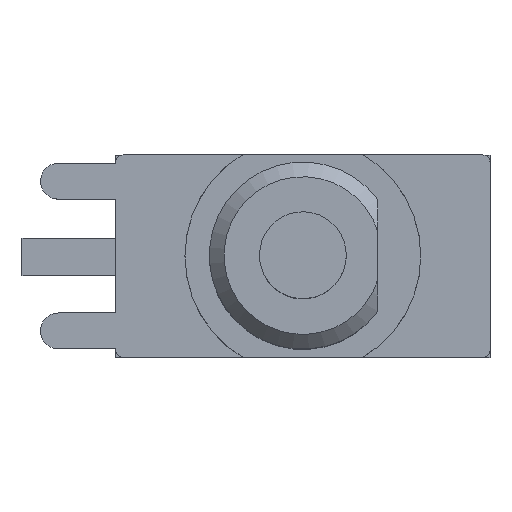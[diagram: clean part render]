
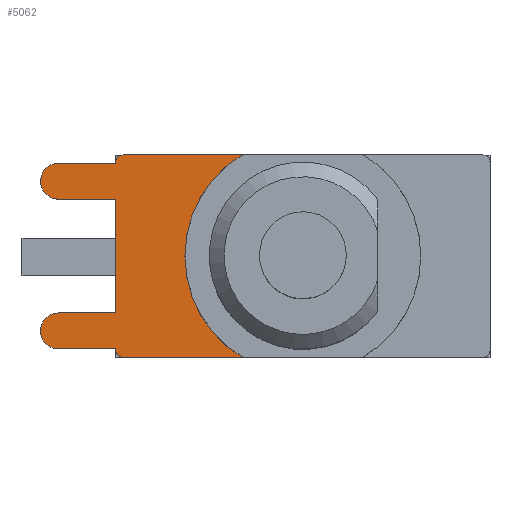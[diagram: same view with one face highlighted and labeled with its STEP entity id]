
A CAD part, top view. The second image highlights one B-rep face of the part: STEP entity #5062.
In plain terms, the highlighted planar face has unit normal (0, 0, 1).
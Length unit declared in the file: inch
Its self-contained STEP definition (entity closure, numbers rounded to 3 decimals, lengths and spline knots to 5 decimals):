
#223=FACE_OUTER_BOUND('',#534,.T.);
#534=EDGE_LOOP('',(#3338,#3339,#3340,#3341,#3342,#3343,#3344,#3345,#3346,
#3347,#3348,#3349,#3350,#3351));
#864=LINE('',#7268,#1419);
#865=LINE('',#7272,#1420);
#866=LINE('',#7274,#1421);
#867=LINE('',#7278,#1422);
#868=LINE('',#7280,#1423);
#869=LINE('',#7282,#1424);
#870=LINE('',#7286,#1425);
#871=LINE('',#7288,#1426);
#872=LINE('',#7291,#1427);
#1419=VECTOR('',#5845,0.3937);
#1420=VECTOR('',#5848,0.3937);
#1421=VECTOR('',#5849,0.3937);
#1422=VECTOR('',#5852,0.3937);
#1423=VECTOR('',#5853,0.3937);
#1424=VECTOR('',#5854,0.3937);
#1425=VECTOR('',#5857,0.3937);
#1426=VECTOR('',#5858,0.3937);
#1427=VECTOR('',#5861,0.3937);
#1974=CIRCLE('',#5401,0.15748);
#1975=CIRCLE('',#5402,0.00984);
#1976=CIRCLE('',#5403,0.02402);
#1977=CIRCLE('',#5404,0.02402);
#1978=CIRCLE('',#5405,0.00984);
#2102=VERTEX_POINT('',#7264);
#2103=VERTEX_POINT('',#7265);
#2104=VERTEX_POINT('',#7267);
#2105=VERTEX_POINT('',#7269);
#2106=VERTEX_POINT('',#7271);
#2107=VERTEX_POINT('',#7273);
#2108=VERTEX_POINT('',#7275);
#2109=VERTEX_POINT('',#7277);
#2110=VERTEX_POINT('',#7279);
#2111=VERTEX_POINT('',#7281);
#2112=VERTEX_POINT('',#7283);
#2113=VERTEX_POINT('',#7285);
#2114=VERTEX_POINT('',#7287);
#2115=VERTEX_POINT('',#7289);
#2576=EDGE_CURVE('',#2102,#2103,#1974,.T.);
#2577=EDGE_CURVE('',#2104,#2103,#864,.T.);
#2578=EDGE_CURVE('',#2105,#2104,#1975,.T.);
#2579=EDGE_CURVE('',#2106,#2105,#865,.T.);
#2580=EDGE_CURVE('',#2107,#2106,#866,.T.);
#2581=EDGE_CURVE('',#2108,#2107,#1976,.T.);
#2582=EDGE_CURVE('',#2109,#2108,#867,.T.);
#2583=EDGE_CURVE('',#2110,#2109,#868,.T.);
#2584=EDGE_CURVE('',#2111,#2110,#869,.T.);
#2585=EDGE_CURVE('',#2112,#2111,#1977,.T.);
#2586=EDGE_CURVE('',#2113,#2112,#870,.T.);
#2587=EDGE_CURVE('',#2114,#2113,#871,.T.);
#2588=EDGE_CURVE('',#2115,#2114,#1978,.T.);
#2589=EDGE_CURVE('',#2102,#2115,#872,.T.);
#3338=ORIENTED_EDGE('',*,*,#2576,.T.);
#3339=ORIENTED_EDGE('',*,*,#2577,.F.);
#3340=ORIENTED_EDGE('',*,*,#2578,.F.);
#3341=ORIENTED_EDGE('',*,*,#2579,.F.);
#3342=ORIENTED_EDGE('',*,*,#2580,.F.);
#3343=ORIENTED_EDGE('',*,*,#2581,.F.);
#3344=ORIENTED_EDGE('',*,*,#2582,.F.);
#3345=ORIENTED_EDGE('',*,*,#2583,.F.);
#3346=ORIENTED_EDGE('',*,*,#2584,.F.);
#3347=ORIENTED_EDGE('',*,*,#2585,.F.);
#3348=ORIENTED_EDGE('',*,*,#2586,.F.);
#3349=ORIENTED_EDGE('',*,*,#2587,.F.);
#3350=ORIENTED_EDGE('',*,*,#2588,.F.);
#3351=ORIENTED_EDGE('',*,*,#2589,.F.);
#4857=PLANE('',#5400);
#5062=ADVANCED_FACE('',(#223),#4857,.F.);
#5400=AXIS2_PLACEMENT_3D('',#7263,#5841,#5842);
#5401=AXIS2_PLACEMENT_3D('',#7266,#5843,#5844);
#5402=AXIS2_PLACEMENT_3D('',#7270,#5846,#5847);
#5403=AXIS2_PLACEMENT_3D('',#7276,#5850,#5851);
#5404=AXIS2_PLACEMENT_3D('',#7284,#5855,#5856);
#5405=AXIS2_PLACEMENT_3D('',#7290,#5859,#5860);
#5841=DIRECTION('center_axis',(0.,0.,
-1.));
#5842=DIRECTION('ref_axis',(1.,0.,0.));
#5843=DIRECTION('center_axis',(0.,0.,
-1.));
#5844=DIRECTION('ref_axis',(0.506,-0.863,0.));
#5845=DIRECTION('',(1.,0.,0.));
#5846=DIRECTION('center_axis',(0.,0.,
-1.));
#5847=DIRECTION('ref_axis',(-0.707,0.707,0.));
#5848=DIRECTION('',(0.,1.,0.));
#5849=DIRECTION('',(1.,0.,0.));
#5850=DIRECTION('center_axis',(0.,0.,
-1.));
#5851=DIRECTION('ref_axis',(0.,-1.,0.));
#5852=DIRECTION('',(-1.,0.,0.));
#5853=DIRECTION('',(0.,1.,0.));
#5854=DIRECTION('',(1.,0.,0.));
#5855=DIRECTION('center_axis',(0.,0.,
-1.));
#5856=DIRECTION('ref_axis',(0.,-1.,0.));
#5857=DIRECTION('',(-1.,0.,0.));
#5858=DIRECTION('',(0.,1.,0.));
#5859=DIRECTION('center_axis',(0.,0.,
-1.));
#5860=DIRECTION('ref_axis',(-0.707,-0.707,0.));
#5861=DIRECTION('',(-1.,0.,0.));
#7263=CARTESIAN_POINT('Origin',(-0.0607,0.,
0.39449));
#7264=CARTESIAN_POINT('',(-0.08102,-0.13504,0.39449));
#7265=CARTESIAN_POINT('',(-0.08102,0.13504,0.39449));
#7266=CARTESIAN_POINT('Origin',(0.,0.,
0.39449));
#7267=CARTESIAN_POINT('',(-0.24016,0.13504,0.39449));
#7268=CARTESIAN_POINT('',(-0.25,0.13504,0.39449));
#7269=CARTESIAN_POINT('',(-0.25,0.1252,0.39449));
#7270=CARTESIAN_POINT('Origin',(-0.24016,0.1252,0.39449));
#7271=CARTESIAN_POINT('',(-0.25,0.12402,0.39449));
#7272=CARTESIAN_POINT('',(-0.25,0.12402,0.39449));
#7273=CARTESIAN_POINT('',(-0.32638,0.12402,0.39449));
#7274=CARTESIAN_POINT('',(-0.32638,0.12402,0.39449));
#7275=CARTESIAN_POINT('',(-0.32638,0.07598,0.39449));
#7276=CARTESIAN_POINT('Origin',(-0.32638,0.1,0.39449));
#7277=CARTESIAN_POINT('',(-0.25,0.07598,0.39449));
#7278=CARTESIAN_POINT('',(-0.25,0.07598,0.39449));
#7279=CARTESIAN_POINT('',(-0.25,-0.07598,0.39449));
#7280=CARTESIAN_POINT('',(-0.25,-0.07598,0.39449));
#7281=CARTESIAN_POINT('',(-0.32638,-0.07598,0.39449));
#7282=CARTESIAN_POINT('',(-0.32638,-0.07598,0.39449));
#7283=CARTESIAN_POINT('',(-0.32638,-0.12402,0.39449));
#7284=CARTESIAN_POINT('Origin',(-0.32638,-0.1,0.39449));
#7285=CARTESIAN_POINT('',(-0.25,-0.12402,0.39449));
#7286=CARTESIAN_POINT('',(-0.25,-0.12402,0.39449));
#7287=CARTESIAN_POINT('',(-0.25,-0.1252,0.39449));
#7288=CARTESIAN_POINT('',(-0.25,-0.13504,0.39449));
#7289=CARTESIAN_POINT('',(-0.24016,-0.13504,0.39449));
#7290=CARTESIAN_POINT('Origin',(-0.24016,-0.1252,0.39449));
#7291=CARTESIAN_POINT('',(0.25,-0.13504,0.39449));
